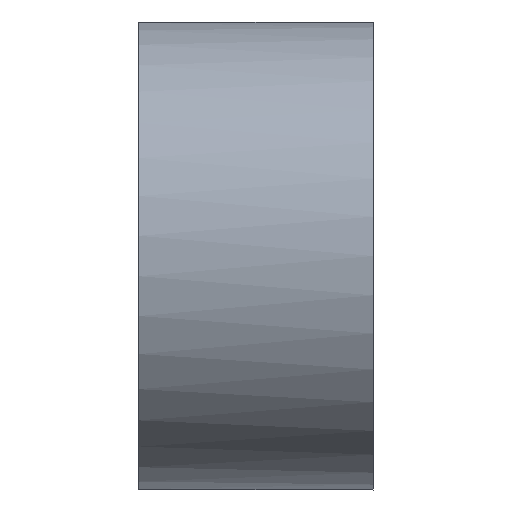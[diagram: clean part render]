
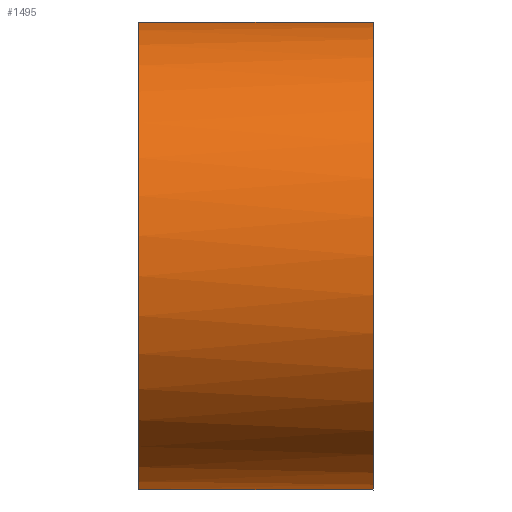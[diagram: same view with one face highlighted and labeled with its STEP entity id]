
A CAD part, left-side view. The second image highlights one B-rep face of the part: STEP entity #1495.
In plain terms, the highlighted cylindrical face has radius 4 mm (diameter 8 mm), a partial arc.
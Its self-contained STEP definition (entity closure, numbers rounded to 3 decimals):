
#143=FACE_OUTER_BOUND('',#221,.T.);
#221=EDGE_LOOP('',(#1383,#1384,#1385,#1386,#1387,#1388,#1389,#1390));
#376=LINE('',#2452,#540);
#378=LINE('',#2457,#542);
#384=LINE('',#2481,#548);
#388=LINE('',#2490,#552);
#540=VECTOR('',#2011,10.);
#542=VECTOR('',#2015,10.);
#548=VECTOR('',#2041,10.);
#552=VECTOR('',#2051,10.);
#597=CIRCLE('',#1623,4.);
#598=CIRCLE('',#1625,4.);
#599=CIRCLE('',#1626,4.);
#604=CIRCLE('',#1636,4.);
#734=VERTEX_POINT('',#2446);
#736=VERTEX_POINT('',#2450);
#737=VERTEX_POINT('',#2454);
#738=VERTEX_POINT('',#2456);
#739=VERTEX_POINT('',#2462);
#740=VERTEX_POINT('',#2464);
#745=VERTEX_POINT('',#2478);
#748=VERTEX_POINT('',#2488);
#944=EDGE_CURVE('',#734,#736,#376,.T.);
#946=EDGE_CURVE('',#738,#737,#378,.T.);
#948=EDGE_CURVE('',#734,#737,#597,.T.);
#949=EDGE_CURVE('',#739,#736,#598,.T.);
#950=EDGE_CURVE('',#738,#740,#599,.T.);
#958=EDGE_CURVE('',#745,#739,#384,.T.);
#963=EDGE_CURVE('',#748,#740,#388,.T.);
#964=EDGE_CURVE('',#745,#748,#604,.T.);
#1383=ORIENTED_EDGE('',*,*,#946,.T.);
#1384=ORIENTED_EDGE('',*,*,#948,.F.);
#1385=ORIENTED_EDGE('',*,*,#944,.T.);
#1386=ORIENTED_EDGE('',*,*,#949,.F.);
#1387=ORIENTED_EDGE('',*,*,#958,.F.);
#1388=ORIENTED_EDGE('',*,*,#964,.T.);
#1389=ORIENTED_EDGE('',*,*,#963,.T.);
#1390=ORIENTED_EDGE('',*,*,#950,.F.);
#1421=CYLINDRICAL_SURFACE('',#1635,4.);
#1495=ADVANCED_FACE('',(#143),#1421,.T.);
#1623=AXIS2_PLACEMENT_3D('',#2460,#2019,#2020);
#1625=AXIS2_PLACEMENT_3D('',#2463,#2023,#2024);
#1626=AXIS2_PLACEMENT_3D('',#2465,#2025,#2026);
#1635=AXIS2_PLACEMENT_3D('',#2491,#2052,#2053);
#1636=AXIS2_PLACEMENT_3D('',#2492,#2054,#2055);
#2011=DIRECTION('',(0.,-1.,0.));
#2015=DIRECTION('',(0.,1.,0.));
#2019=DIRECTION('center_axis',(0.,1.,0.));
#2020=DIRECTION('ref_axis',(-1.,0.,0.));
#2023=DIRECTION('center_axis',(0.,-1.,0.));
#2024=DIRECTION('ref_axis',(-1.,0.,0.));
#2025=DIRECTION('center_axis',(0.,-1.,0.));
#2026=DIRECTION('ref_axis',(-1.,0.,0.));
#2041=DIRECTION('',(0.,1.,0.));
#2051=DIRECTION('',(0.,1.,0.));
#2052=DIRECTION('center_axis',(0.,1.,0.));
#2053=DIRECTION('ref_axis',(-1.,0.,0.));
#2054=DIRECTION('center_axis',(0.,1.,0.));
#2055=DIRECTION('ref_axis',(1.,0.,0.));
#2446=CARTESIAN_POINT('',(3.972,4.,-0.472));
#2450=CARTESIAN_POINT('',(3.972,2.,-0.472));
#2452=CARTESIAN_POINT('',(3.972,0.,-0.472));
#2454=CARTESIAN_POINT('',(3.972,4.,0.472));
#2456=CARTESIAN_POINT('',(3.972,2.,0.472));
#2457=CARTESIAN_POINT('',(3.972,0.,0.472));
#2460=CARTESIAN_POINT('Origin',(0.,4.,0.));
#2462=CARTESIAN_POINT('',(0.455,2.,-3.974));
#2463=CARTESIAN_POINT('Origin',(0.,2.,0.));
#2464=CARTESIAN_POINT('',(0.455,2.,3.974));
#2465=CARTESIAN_POINT('Origin',(0.,2.,0.));
#2478=CARTESIAN_POINT('',(0.455,0.,-3.974));
#2481=CARTESIAN_POINT('',(0.455,0.,-3.974));
#2488=CARTESIAN_POINT('',(0.455,0.,3.974));
#2490=CARTESIAN_POINT('',(0.455,0.,3.974));
#2491=CARTESIAN_POINT('Origin',(0.,0.,0.));
#2492=CARTESIAN_POINT('Origin',(0.,0.,0.));
